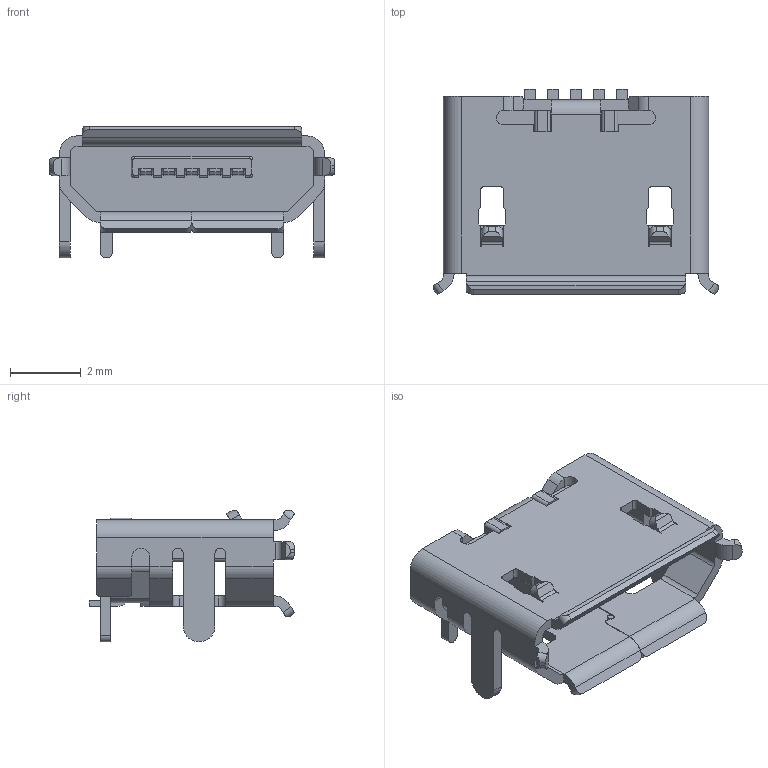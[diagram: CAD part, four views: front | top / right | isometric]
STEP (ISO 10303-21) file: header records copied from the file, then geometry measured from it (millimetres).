
FILE_DESCRIPTION(('FreeCAD Model'),'2;1');
FILE_NAME('Open CASCADE Shape Model','2023-01-15T14:16:42',( 'kicad StepUp'),('ksu MCAD'),'Open CASCADE STEP processor 7.5', 'FreeCAD','Unknown');
FILE_SCHEMA(('AUTOMOTIVE_DESIGN { 1 0 10303 214 1 1 1 1 }'));
Length unit declared in the file: millimetre
Products named in the file (1): Micro USB-B Female 5Pin SMD
Bounding box: 8.05 x 5.8 x 3.73 mm (x, y, z)
Volume: 45 mm3; surface area: 317.5 mm2
Topology: 7 solids, 7 shells, 518 faces, 1517 edges, 1000 vertices
Faces by surface type: plane 336, cylinder 173, bspline 5, torus 4
Entity records: 20556 total; most frequent: CARTESIAN_POINT 3169, ORIENTED_EDGE 2994, DIRECTION 2797, EDGE_CURVE 1497, LINE 1113, VECTOR 1113, VERTEX_POINT 990, AXIS2_PLACEMENT_3D 842
